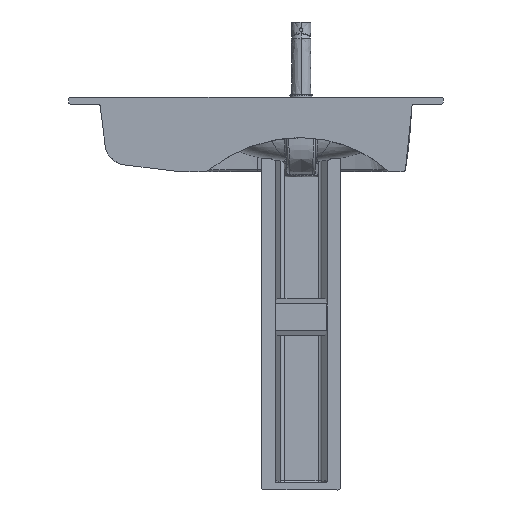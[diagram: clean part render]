
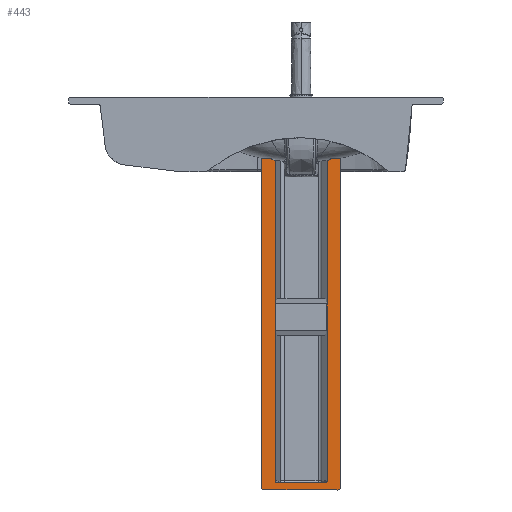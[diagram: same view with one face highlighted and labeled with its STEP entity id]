
A CAD part, left-side view. The second image highlights one B-rep face of the part: STEP entity #443.
In plain terms, the highlighted planar face has unit normal (-1, 0, 0).
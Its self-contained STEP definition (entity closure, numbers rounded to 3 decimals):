
#443=ADVANCED_FACE('',(#814),#5315,.T.);
#814=FACE_OUTER_BOUND('',#1197,.T.);
#1197=EDGE_LOOP('',(#2946,#2947,#2948,#2949,#2950,#2951,#2952,#2953,#2954,
#2955,#2956,#2957,#2958,#2959));
#2946=ORIENTED_EDGE('',*,*,#3844,.T.);
#2947=ORIENTED_EDGE('',*,*,#3811,.F.);
#2948=ORIENTED_EDGE('',*,*,#3838,.F.);
#2949=ORIENTED_EDGE('',*,*,#3822,.T.);
#2950=ORIENTED_EDGE('',*,*,#3845,.T.);
#2951=ORIENTED_EDGE('',*,*,#3798,.F.);
#2952=ORIENTED_EDGE('',*,*,#3846,.T.);
#2953=ORIENTED_EDGE('',*,*,#3814,.F.);
#2954=ORIENTED_EDGE('',*,*,#3833,.T.);
#2955=ORIENTED_EDGE('',*,*,#3812,.F.);
#2956=ORIENTED_EDGE('',*,*,#3842,.T.);
#2957=ORIENTED_EDGE('',*,*,#3847,.F.);
#2958=ORIENTED_EDGE('',*,*,#3840,.T.);
#2959=ORIENTED_EDGE('',*,*,#3848,.T.);
#3798=EDGE_CURVE('',#5230,#5231,#4427,.T.);
#3811=EDGE_CURVE('',#5242,#5243,#4434,.T.);
#3812=EDGE_CURVE('',#5244,#5245,#4435,.T.);
#3814=EDGE_CURVE('',#5250,#5241,#4437,.T.);
#3822=EDGE_CURVE('',#5254,#5240,#4444,.T.);
#3833=EDGE_CURVE('',#5250,#5245,#4451,.T.);
#3838=EDGE_CURVE('',#5254,#5242,#4456,.T.);
#3840=EDGE_CURVE('',#5257,#5256,#4458,.T.);
#3842=EDGE_CURVE('',#5244,#5258,#4460,.T.);
#3844=EDGE_CURVE('',#5259,#5243,#4462,.T.);
#3845=EDGE_CURVE('',#5240,#5231,#4463,.T.);
#3846=EDGE_CURVE('',#5230,#5241,#4464,.T.);
#3847=EDGE_CURVE('',#5257,#5258,#4465,.T.);
#3848=EDGE_CURVE('',#5256,#5259,#4466,.T.);
#4427=B_SPLINE_CURVE_WITH_KNOTS('',1,(#89350,#89351),.UNSPECIFIED.,.F.,
 .F.,(2,2),(0.,104.983),.UNSPECIFIED.);
#4434=B_SPLINE_CURVE_WITH_KNOTS('',1,(#89399,#89400),.UNSPECIFIED.,.F.,
 .F.,(2,2),(155.017,175.),.UNSPECIFIED.);
#4435=B_SPLINE_CURVE_WITH_KNOTS('',1,(#89401,#89402),.UNSPECIFIED.,.F.,
 .F.,(2,2),(0.,19.983),.UNSPECIFIED.);
#4437=B_SPLINE_CURVE_WITH_KNOTS('',1,(#89412,#89413),.UNSPECIFIED.,.F.,
 .F.,(2,2),(0.,708.),.UNSPECIFIED.);
#4444=B_SPLINE_CURVE_WITH_KNOTS('',1,(#89429,#89430),.UNSPECIFIED.,.F.,
 .F.,(2,2),(0.,708.),.UNSPECIFIED.);
#4451=B_SPLINE_CURVE_WITH_KNOTS('',1,(#89463,#89464),.UNSPECIFIED.,.F.,
 .F.,(2,2),(-5.393,5.393),.UNSPECIFIED.);
#4456=B_SPLINE_CURVE_WITH_KNOTS('',1,(#89473,#89474),.UNSPECIFIED.,.F.,
 .F.,(2,2),(-5.393,5.393),.UNSPECIFIED.);
#4458=B_SPLINE_CURVE_WITH_KNOTS('',1,(#89550,#89551),.UNSPECIFIED.,.F.,
 .F.,(2,2),(7.012,167.988),.UNSPECIFIED.);
#4460=B_SPLINE_CURVE_WITH_KNOTS('',1,(#89591,#89592),.UNSPECIFIED.,.F.,
 .F.,(2,2),(0.,730.4),.UNSPECIFIED.);
#4462=B_SPLINE_CURVE_WITH_KNOTS('',1,(#89632,#89633),.UNSPECIFIED.,.F.,
 .F.,(2,2),(-730.4,0.),.UNSPECIFIED.);
#4463=B_SPLINE_CURVE_WITH_KNOTS('',5,(#89634,#89635,#89636,#89637,#89638,
#89639),.UNSPECIFIED.,.F.,.F.,(6,6),(-11.117,0.),.UNSPECIFIED.);
#4464=B_SPLINE_CURVE_WITH_KNOTS('',5,(#89640,#89641,#89642,#89643,#89644,
#89645),.UNSPECIFIED.,.F.,.F.,(6,6),(0.,11.117),.UNSPECIFIED.);
#4465=B_SPLINE_CURVE_WITH_KNOTS('',1,(#89646,#89647),.UNSPECIFIED.,.F.,
 .F.,(2,2),(0.,7.479),.UNSPECIFIED.);
#4466=B_SPLINE_CURVE_WITH_KNOTS('',3,(#89648,#89649,#89650,#89651),
 .UNSPECIFIED.,.F.,.F.,(4,4),(0.,7.479),.UNSPECIFIED.);
#5230=VERTEX_POINT('',#89300);
#5231=VERTEX_POINT('',#89301);
#5240=VERTEX_POINT('',#89310);
#5241=VERTEX_POINT('',#89311);
#5242=VERTEX_POINT('',#89312);
#5243=VERTEX_POINT('',#89313);
#5244=VERTEX_POINT('',#89314);
#5245=VERTEX_POINT('',#89315);
#5250=VERTEX_POINT('',#89320);
#5254=VERTEX_POINT('',#89324);
#5256=VERTEX_POINT('',#89326);
#5257=VERTEX_POINT('',#89327);
#5258=VERTEX_POINT('',#89328);
#5259=VERTEX_POINT('',#89329);
#5315=PLANE('',#5751);
#5751=AXIS2_PLACEMENT_3D('',#89141,#5820,$);
#5820=DIRECTION('',(-1.,0.,0.));
#89141=CARTESIAN_POINT('',(102.261,105.06,-63.312));
#89300=CARTESIAN_POINT('',(102.261,52.491,-853.672));
#89301=CARTESIAN_POINT('',(102.261,-52.491,-853.672));
#89310=CARTESIAN_POINT('',(102.261,-57.5,-848.672));
#89311=CARTESIAN_POINT('',(102.261,57.5,-848.672));
#89312=CARTESIAN_POINT('',(102.261,-67.517,-136.672));
#89313=CARTESIAN_POINT('',(102.261,-87.5,-136.672));
#89314=CARTESIAN_POINT('',(102.261,87.5,-136.672));
#89315=CARTESIAN_POINT('',(102.261,67.517,-136.672));
#89320=CARTESIAN_POINT('',(102.261,57.5,-140.672));
#89324=CARTESIAN_POINT('',(102.261,-57.5,-140.672));
#89326=CARTESIAN_POINT('',(102.261,-80.488,-869.672));
#89327=CARTESIAN_POINT('',(102.261,80.488,-869.672));
#89328=CARTESIAN_POINT('',(102.261,87.5,-867.072));
#89329=CARTESIAN_POINT('',(102.261,-87.5,-867.072));
#89350=CARTESIAN_POINT('',(102.261,52.491,-853.672));
#89351=CARTESIAN_POINT('',(102.261,-52.491,-853.672));
#89399=CARTESIAN_POINT('',(102.261,-67.517,-136.672));
#89400=CARTESIAN_POINT('',(102.261,-87.5,-136.672));
#89401=CARTESIAN_POINT('',(102.261,87.5,-136.672));
#89402=CARTESIAN_POINT('',(102.261,67.517,-136.672));
#89412=CARTESIAN_POINT('',(102.261,57.5,-140.672));
#89413=CARTESIAN_POINT('',(102.261,57.5,-848.672));
#89429=CARTESIAN_POINT('',(102.261,-57.5,-140.672));
#89430=CARTESIAN_POINT('',(102.261,-57.5,-848.672));
#89463=CARTESIAN_POINT('',(102.261,57.5,-140.672));
#89464=CARTESIAN_POINT('',(102.261,67.517,-136.672));
#89473=CARTESIAN_POINT('',(102.261,-57.5,-140.672));
#89474=CARTESIAN_POINT('',(102.261,-67.517,-136.672));
#89550=CARTESIAN_POINT('',(102.261,80.488,-869.672));
#89551=CARTESIAN_POINT('',(102.261,-80.488,-869.672));
#89591=CARTESIAN_POINT('',(102.261,87.5,-136.672));
#89592=CARTESIAN_POINT('',(102.261,87.5,-867.072));
#89632=CARTESIAN_POINT('',(102.261,-87.5,-867.072));
#89633=CARTESIAN_POINT('',(102.261,-87.5,-136.672));
#89634=CARTESIAN_POINT('',(102.261,-57.5,-848.672));
#89635=CARTESIAN_POINT('',(102.261,-57.5,-850.244));
#89636=CARTESIAN_POINT('',(102.261,-56.883,-851.818));
#89637=CARTESIAN_POINT('',(102.261,-55.637,-853.058));
#89638=CARTESIAN_POINT('',(102.261,-54.063,-853.672));
#89639=CARTESIAN_POINT('',(102.261,-52.491,-853.672));
#89640=CARTESIAN_POINT('',(102.261,52.491,-853.672));
#89641=CARTESIAN_POINT('',(102.261,54.063,-853.672));
#89642=CARTESIAN_POINT('',(102.261,55.637,-853.058));
#89643=CARTESIAN_POINT('',(102.261,56.883,-851.818));
#89644=CARTESIAN_POINT('',(102.261,57.5,-850.244));
#89645=CARTESIAN_POINT('',(102.261,57.5,-848.672));
#89646=CARTESIAN_POINT('',(102.261,80.488,-869.672));
#89647=CARTESIAN_POINT('',(102.261,87.5,-867.072));
#89648=CARTESIAN_POINT('',(102.261,-80.488,-869.672));
#89649=CARTESIAN_POINT('',(102.261,-82.825,-868.805));
#89650=CARTESIAN_POINT('',(102.261,-85.163,-867.938));
#89651=CARTESIAN_POINT('',(102.261,-87.5,-867.072));
